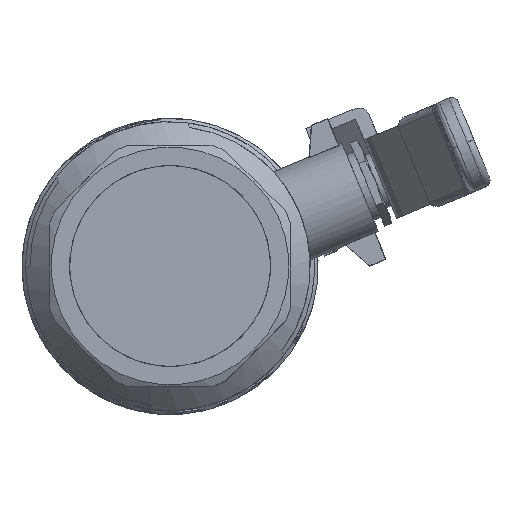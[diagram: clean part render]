
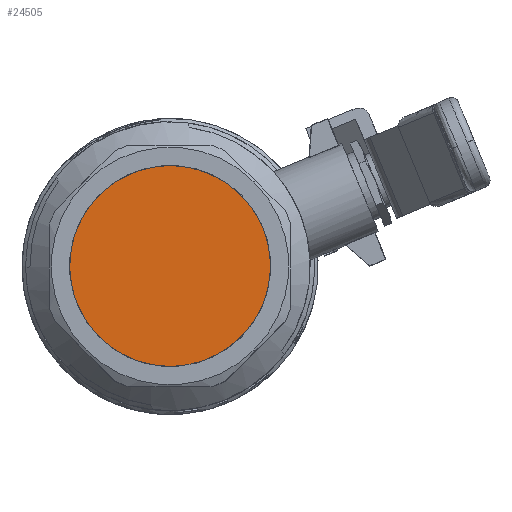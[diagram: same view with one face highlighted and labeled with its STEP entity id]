
A CAD part, top view. The second image highlights one B-rep face of the part: STEP entity #24505.
In plain terms, the highlighted planar face has unit normal (0, 0, -1).
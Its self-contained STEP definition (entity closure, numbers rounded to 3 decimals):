
#2425=CIRCLE('',#36388,28.328);
#2426=CIRCLE('',#36390,28.329);
#9710=ORIENTED_EDGE('',*,*,#13502,.F.);
#9711=ORIENTED_EDGE('',*,*,#13501,.T.);
#13501=EDGE_CURVE('',#16009,#16009,#2425,.T.);
#13502=EDGE_CURVE('',#16010,#16010,#2426,.T.);
#16009=VERTEX_POINT('',#58275);
#16010=VERTEX_POINT('',#58278);
#20554=EDGE_LOOP('',(#9710));
#20555=EDGE_LOOP('',(#9711));
#22018=FACE_BOUND('',#20554,.T.);
#22019=FACE_BOUND('',#20555,.T.);
#23185=PLANE('',#36389);
#24505=ADVANCED_FACE('',(#22018,#22019),#23185,.F.);
#36388=AXIS2_PLACEMENT_3D('',#58274,#44509,#44510);
#36389=AXIS2_PLACEMENT_3D('',#58276,#44511,#44512);
#36390=AXIS2_PLACEMENT_3D('',#58277,#44513,#44514);
#44509=DIRECTION('',(0.,0.,1.));
#44510=DIRECTION('',(1.,0.,0.));
#44511=DIRECTION('',(0.,0.,1.));
#44512=DIRECTION('',(1.,0.,0.));
#44513=DIRECTION('',(0.,0.,1.));
#44514=DIRECTION('',(0.707,0.707,0.));
#58274=CARTESIAN_POINT('',(0.,0.,4.5));
#58275=CARTESIAN_POINT('',(28.328,0.,4.5));
#58276=CARTESIAN_POINT('',(12.844,28.759,4.5));
#58277=CARTESIAN_POINT('',(0.,0.,4.5));
#58278=CARTESIAN_POINT('',(20.032,20.032,4.5));
